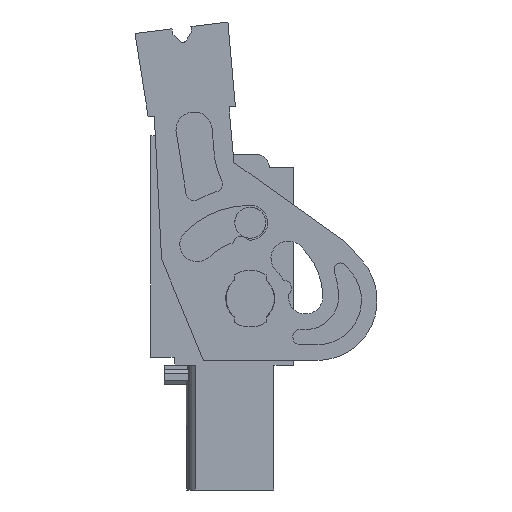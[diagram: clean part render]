
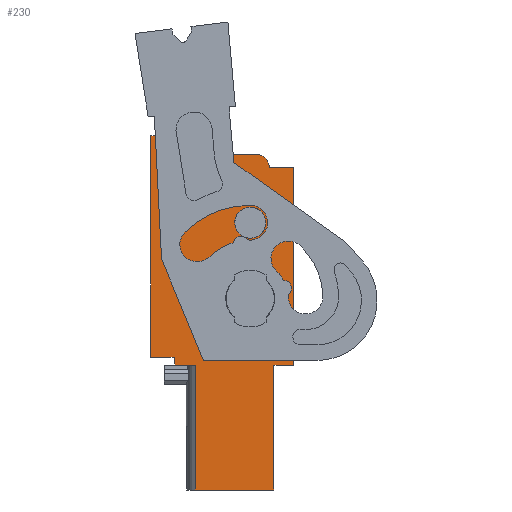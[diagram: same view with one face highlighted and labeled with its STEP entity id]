
A CAD part, left-side view. The second image highlights one B-rep face of the part: STEP entity #230.
In plain terms, the highlighted planar face has unit normal (-1, 0, 0).
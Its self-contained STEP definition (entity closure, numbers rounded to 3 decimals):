
#34=AXIS2_PLACEMENT_3D('Plane Axis2P3D',#31,#32,#33) ;
#31=CARTESIAN_POINT('Axis2P3D Location',(3.25,5.297,0.)) ;
#36=CARTESIAN_POINT('Line Origine',(3.25,9.797,22.4)) ;
#40=CARTESIAN_POINT('Vertex',(3.25,14.297,22.4)) ;
#42=CARTESIAN_POINT('Vertex',(3.25,13.147,22.4)) ;
#45=CARTESIAN_POINT('Line Origine',(3.25,14.297,11.2)) ;
#49=CARTESIAN_POINT('Vertex',(3.25,14.297,8.4)) ;
#52=CARTESIAN_POINT('Line Origine',(3.25,9.797,8.4)) ;
#56=CARTESIAN_POINT('Vertex',(3.25,12.842,8.4)) ;
#60=CARTESIAN_POINT('Control Point',(3.25,12.798,7.9)) ;
#61=CARTESIAN_POINT('Control Point',(3.25,12.842,8.4)) ;
#62=CARTESIAN_POINT('Vertex',(3.25,12.798,7.9)) ;
#65=CARTESIAN_POINT('Line Origine',(3.25,9.797,7.9)) ;
#69=CARTESIAN_POINT('Vertex',(3.25,11.484,7.9)) ;
#72=CARTESIAN_POINT('Line Origine',(3.25,11.484,11.2)) ;
#76=CARTESIAN_POINT('Vertex',(3.25,11.484,0.)) ;
#79=CARTESIAN_POINT('Line Origine',(3.25,9.797,0.)) ;
#83=CARTESIAN_POINT('Vertex',(3.25,6.521,0.)) ;
#86=CARTESIAN_POINT('Line Origine',(3.25,6.521,11.2)) ;
#90=CARTESIAN_POINT('Vertex',(3.25,6.521,7.9)) ;
#93=CARTESIAN_POINT('Line Origine',(3.25,9.797,7.9)) ;
#97=CARTESIAN_POINT('Vertex',(3.25,5.297,7.9)) ;
#100=CARTESIAN_POINT('Line Origine',(3.25,5.297,11.2)) ;
#104=CARTESIAN_POINT('Vertex',(3.25,5.297,20.4)) ;
#107=CARTESIAN_POINT('Line Origine',(3.25,9.797,20.4)) ;
#111=CARTESIAN_POINT('Vertex',(3.25,6.822,20.4)) ;
#115=CARTESIAN_POINT('Control Point',(3.25,6.822,20.4)) ;
#116=CARTESIAN_POINT('Control Point',(3.25,6.822,20.714)) ;
#117=CARTESIAN_POINT('Control Point',(3.25,6.99,21.032)) ;
#118=CARTESIAN_POINT('Control Point',(3.25,7.308,21.2)) ;
#119=CARTESIAN_POINT('Control Point',(3.25,7.622,21.2)) ;
#120=CARTESIAN_POINT('Vertex',(3.25,7.622,21.2)) ;
#123=CARTESIAN_POINT('Line Origine',(3.25,9.797,21.2)) ;
#127=CARTESIAN_POINT('Vertex',(3.25,13.147,21.2)) ;
#130=CARTESIAN_POINT('Line Origine',(3.25,13.147,11.2)) ;
#152=CARTESIAN_POINT('Control Point',(3.25,8.997,16.9)) ;
#153=CARTESIAN_POINT('Control Point',(3.25,8.997,16.594)) ;
#154=CARTESIAN_POINT('Control Point',(3.25,8.877,16.287)) ;
#155=CARTESIAN_POINT('Control Point',(3.25,8.635,16.045)) ;
#156=CARTESIAN_POINT('Control Point',(3.25,8.022,15.805)) ;
#157=CARTESIAN_POINT('Control Point',(3.25,7.41,16.045)) ;
#158=CARTESIAN_POINT('Control Point',(3.25,7.168,16.287)) ;
#159=CARTESIAN_POINT('Control Point',(3.25,7.047,16.594)) ;
#160=CARTESIAN_POINT('Control Point',(3.25,7.047,16.9)) ;
#161=CARTESIAN_POINT('Vertex',(3.25,8.997,16.9)) ;
#163=CARTESIAN_POINT('Vertex',(3.25,7.047,16.9)) ;
#167=CARTESIAN_POINT('Control Point',(3.25,7.047,16.9)) ;
#168=CARTESIAN_POINT('Control Point',(3.25,7.047,17.206)) ;
#169=CARTESIAN_POINT('Control Point',(3.25,7.168,17.513)) ;
#170=CARTESIAN_POINT('Control Point',(3.25,7.41,17.755)) ;
#171=CARTESIAN_POINT('Control Point',(3.25,8.022,17.995)) ;
#172=CARTESIAN_POINT('Control Point',(3.25,8.635,17.755)) ;
#173=CARTESIAN_POINT('Control Point',(3.25,8.877,17.513)) ;
#174=CARTESIAN_POINT('Control Point',(3.25,8.997,17.206)) ;
#175=CARTESIAN_POINT('Control Point',(3.25,8.997,16.9)) ;
#182=CARTESIAN_POINT('Control Point',(3.25,6.497,12.1)) ;
#183=CARTESIAN_POINT('Control Point',(3.25,6.497,12.543)) ;
#184=CARTESIAN_POINT('Control Point',(3.25,6.67,12.989)) ;
#185=CARTESIAN_POINT('Control Point',(3.25,7.011,13.324)) ;
#186=CARTESIAN_POINT('Control Point',(3.25,7.418,13.5)) ;
#187=CARTESIAN_POINT('Vertex',(3.25,6.497,12.1)) ;
#189=CARTESIAN_POINT('Vertex',(3.25,7.418,13.5)) ;
#193=CARTESIAN_POINT('Control Point',(3.25,7.418,10.7)) ;
#194=CARTESIAN_POINT('Control Point',(3.25,7.011,10.876)) ;
#195=CARTESIAN_POINT('Control Point',(3.25,6.67,11.211)) ;
#196=CARTESIAN_POINT('Control Point',(3.25,6.497,11.657)) ;
#197=CARTESIAN_POINT('Control Point',(3.25,6.497,12.1)) ;
#198=CARTESIAN_POINT('Vertex',(3.25,7.418,10.7)) ;
#201=CARTESIAN_POINT('Line Origine',(3.25,9.797,10.7)) ;
#205=CARTESIAN_POINT('Vertex',(3.25,8.627,10.7)) ;
#209=CARTESIAN_POINT('Control Point',(3.25,8.627,13.5)) ;
#210=CARTESIAN_POINT('Control Point',(3.25,9.278,13.219)) ;
#211=CARTESIAN_POINT('Control Point',(3.25,9.773,12.56)) ;
#212=CARTESIAN_POINT('Control Point',(3.25,9.773,11.64)) ;
#213=CARTESIAN_POINT('Control Point',(3.25,9.278,10.981)) ;
#214=CARTESIAN_POINT('Control Point',(3.25,8.627,10.7)) ;
#215=CARTESIAN_POINT('Vertex',(3.25,8.627,13.5)) ;
#218=CARTESIAN_POINT('Line Origine',(3.25,9.797,13.5)) ;
#32=DIRECTION('Axis2P3D Direction',(-1.,0.,0.)) ;
#33=DIRECTION('Axis2P3D XDirection',(0.,0.,1.)) ;
#37=DIRECTION('Vector Direction',(0.,1.,0.)) ;
#46=DIRECTION('Vector Direction',(0.,0.,1.)) ;
#53=DIRECTION('Vector Direction',(0.,1.,0.)) ;
#66=DIRECTION('Vector Direction',(0.,1.,0.)) ;
#73=DIRECTION('Vector Direction',(0.,0.,1.)) ;
#80=DIRECTION('Vector Direction',(0.,1.,0.)) ;
#87=DIRECTION('Vector Direction',(0.,0.,1.)) ;
#94=DIRECTION('Vector Direction',(0.,1.,0.)) ;
#101=DIRECTION('Vector Direction',(0.,0.,1.)) ;
#108=DIRECTION('Vector Direction',(0.,1.,0.)) ;
#124=DIRECTION('Vector Direction',(0.,1.,0.)) ;
#131=DIRECTION('Vector Direction',(0.,0.,1.)) ;
#202=DIRECTION('Vector Direction',(0.,1.,0.)) ;
#219=DIRECTION('Vector Direction',(0.,1.,0.)) ;
#38=VECTOR('Line Direction',#37,1.) ;
#47=VECTOR('Line Direction',#46,1.) ;
#54=VECTOR('Line Direction',#53,1.) ;
#67=VECTOR('Line Direction',#66,1.) ;
#74=VECTOR('Line Direction',#73,1.) ;
#81=VECTOR('Line Direction',#80,1.) ;
#88=VECTOR('Line Direction',#87,1.) ;
#95=VECTOR('Line Direction',#94,1.) ;
#102=VECTOR('Line Direction',#101,1.) ;
#109=VECTOR('Line Direction',#108,1.) ;
#125=VECTOR('Line Direction',#124,1.) ;
#132=VECTOR('Line Direction',#131,1.) ;
#203=VECTOR('Line Direction',#202,1.) ;
#220=VECTOR('Line Direction',#219,1.) ;
#136=ORIENTED_EDGE('',*,*,#44,.F.) ;
#137=ORIENTED_EDGE('',*,*,#51,.F.) ;
#138=ORIENTED_EDGE('',*,*,#58,.T.) ;
#139=ORIENTED_EDGE('',*,*,#64,.F.) ;
#140=ORIENTED_EDGE('',*,*,#71,.F.) ;
#141=ORIENTED_EDGE('',*,*,#78,.F.) ;
#142=ORIENTED_EDGE('',*,*,#85,.T.) ;
#143=ORIENTED_EDGE('',*,*,#92,.T.) ;
#144=ORIENTED_EDGE('',*,*,#99,.F.) ;
#145=ORIENTED_EDGE('',*,*,#106,.T.) ;
#146=ORIENTED_EDGE('',*,*,#113,.F.) ;
#147=ORIENTED_EDGE('',*,*,#122,.T.) ;
#148=ORIENTED_EDGE('',*,*,#129,.F.) ;
#149=ORIENTED_EDGE('',*,*,#134,.F.) ;
#178=ORIENTED_EDGE('',*,*,#165,.F.) ;
#179=ORIENTED_EDGE('',*,*,#176,.F.) ;
#224=ORIENTED_EDGE('',*,*,#191,.F.) ;
#225=ORIENTED_EDGE('',*,*,#200,.F.) ;
#226=ORIENTED_EDGE('',*,*,#207,.F.) ;
#227=ORIENTED_EDGE('',*,*,#217,.F.) ;
#228=ORIENTED_EDGE('',*,*,#222,.F.) ;
#180=FACE_BOUND('',#177,.T.) ;
#229=FACE_BOUND('',#223,.T.) ;
#230=ADVANCED_FACE('HOUSING',(#150,#180,#229),#35,.T.) ;
#59=B_SPLINE_CURVE_WITH_KNOTS('',1,(#60,#61),.UNSPECIFIED.,.F.,.U.,(2,2),(-0.251,0.251),.UNSPECIFIED.) ;
#114=B_SPLINE_CURVE_WITH_KNOTS('',4,(#115,#116,#117,#118,#119),.UNSPECIFIED.,.F.,.U.,(5,5),(3.77,5.027),.UNSPECIFIED.) ;
#151=B_SPLINE_CURVE_WITH_KNOTS('',5,(#152,#153,#154,#155,#156,#157,#158,#159,#160),.UNSPECIFIED.,.F.,.U.,(6,3,6),(1.532,3.063,4.595),.UNSPECIFIED.) ;
#166=B_SPLINE_CURVE_WITH_KNOTS('',5,(#167,#168,#169,#170,#171,#172,#173,#174,#175),.UNSPECIFIED.,.F.,.U.,(6,3,6),(4.595,6.126,7.658),.UNSPECIFIED.) ;
#181=B_SPLINE_CURVE_WITH_KNOTS('',4,(#182,#183,#184,#185,#186),.UNSPECIFIED.,.F.,.U.,(5,5),(7.186,8.96),.UNSPECIFIED.) ;
#192=B_SPLINE_CURVE_WITH_KNOTS('',4,(#193,#194,#195,#196,#197),.UNSPECIFIED.,.F.,.U.,(5,5),(5.413,7.186),.UNSPECIFIED.) ;
#208=B_SPLINE_CURVE_WITH_KNOTS('',5,(#209,#210,#211,#212,#213,#214),.UNSPECIFIED.,.F.,.U.,(6,6),(0.622,4.169),.UNSPECIFIED.) ;
#44=EDGE_CURVE('',#41,#43,#39,.F.) ;
#51=EDGE_CURVE('',#50,#41,#48,.T.) ;
#58=EDGE_CURVE('',#50,#57,#55,.F.) ;
#64=EDGE_CURVE('',#63,#57,#59,.T.) ;
#71=EDGE_CURVE('',#70,#63,#68,.T.) ;
#78=EDGE_CURVE('',#77,#70,#75,.T.) ;
#85=EDGE_CURVE('',#77,#84,#82,.F.) ;
#92=EDGE_CURVE('',#84,#91,#89,.T.) ;
#99=EDGE_CURVE('',#98,#91,#96,.T.) ;
#106=EDGE_CURVE('',#98,#105,#103,.T.) ;
#113=EDGE_CURVE('',#112,#105,#110,.F.) ;
#122=EDGE_CURVE('',#112,#121,#114,.T.) ;
#129=EDGE_CURVE('',#128,#121,#126,.F.) ;
#134=EDGE_CURVE('',#43,#128,#133,.F.) ;
#165=EDGE_CURVE('',#162,#164,#151,.T.) ;
#176=EDGE_CURVE('',#164,#162,#166,.T.) ;
#191=EDGE_CURVE('',#188,#190,#181,.T.) ;
#200=EDGE_CURVE('',#199,#188,#192,.T.) ;
#207=EDGE_CURVE('',#206,#199,#204,.F.) ;
#217=EDGE_CURVE('',#216,#206,#208,.T.) ;
#222=EDGE_CURVE('',#190,#216,#221,.T.) ;
#135=EDGE_LOOP('',(#136,#137,#138,#139,#140,#141,#142,#143,#144,#145,#146,#147,#148,#149)) ;
#177=EDGE_LOOP('',(#178,#179)) ;
#223=EDGE_LOOP('',(#224,#225,#226,#227,#228)) ;
#150=FACE_OUTER_BOUND('',#135,.T.) ;
#39=LINE('Line',#36,#38) ;
#48=LINE('Line',#45,#47) ;
#55=LINE('Line',#52,#54) ;
#68=LINE('Line',#65,#67) ;
#75=LINE('Line',#72,#74) ;
#82=LINE('Line',#79,#81) ;
#89=LINE('Line',#86,#88) ;
#96=LINE('Line',#93,#95) ;
#103=LINE('Line',#100,#102) ;
#110=LINE('Line',#107,#109) ;
#126=LINE('Line',#123,#125) ;
#133=LINE('Line',#130,#132) ;
#204=LINE('Line',#201,#203) ;
#221=LINE('Line',#218,#220) ;
#35=PLANE('',#34) ;
#41=VERTEX_POINT('',#40) ;
#43=VERTEX_POINT('',#42) ;
#50=VERTEX_POINT('',#49) ;
#57=VERTEX_POINT('',#56) ;
#63=VERTEX_POINT('',#62) ;
#70=VERTEX_POINT('',#69) ;
#77=VERTEX_POINT('',#76) ;
#84=VERTEX_POINT('',#83) ;
#91=VERTEX_POINT('',#90) ;
#98=VERTEX_POINT('',#97) ;
#105=VERTEX_POINT('',#104) ;
#112=VERTEX_POINT('',#111) ;
#121=VERTEX_POINT('',#120) ;
#128=VERTEX_POINT('',#127) ;
#162=VERTEX_POINT('',#161) ;
#164=VERTEX_POINT('',#163) ;
#188=VERTEX_POINT('',#187) ;
#190=VERTEX_POINT('',#189) ;
#199=VERTEX_POINT('',#198) ;
#206=VERTEX_POINT('',#205) ;
#216=VERTEX_POINT('',#215) ;
